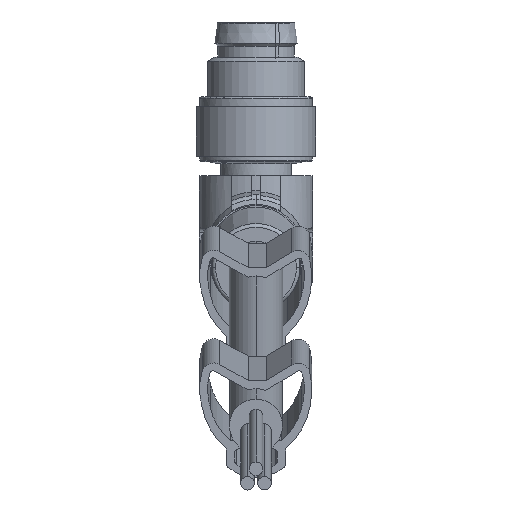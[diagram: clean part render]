
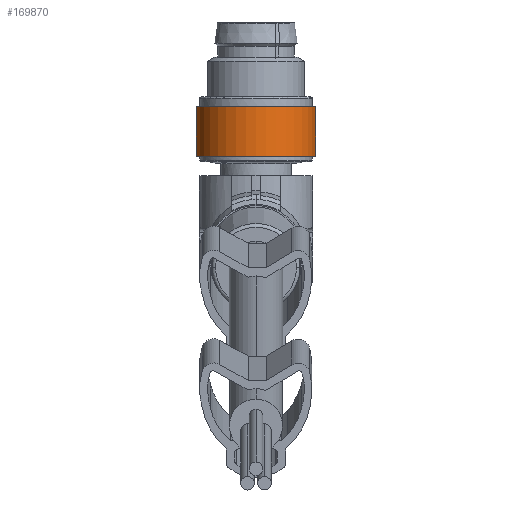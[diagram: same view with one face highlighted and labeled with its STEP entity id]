
A CAD part, front view. The second image highlights one B-rep face of the part: STEP entity #169870.
In plain terms, the highlighted cylindrical face has radius 4.95 mm (diameter 9.9 mm), a partial arc.
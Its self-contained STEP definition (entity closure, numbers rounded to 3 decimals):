
#138720=CARTESIAN_POINT('',(20.465,33.628,
-17.132));
#138730=DIRECTION('',(0.,0.,1.));
#138740=DIRECTION('',(1.,0.,0.));
#138750=AXIS2_PLACEMENT_3D('',#138720,#138730,#138740);
#138760=CYLINDRICAL_SURFACE('',#138750,4.95);
#138770=CARTESIAN_POINT('',(15.515,33.628,
-17.132));
#138780=DIRECTION('',(0.,0.,1.));
#138790=VECTOR('',#138780,1.);
#138800=LINE('',#138770,#138790);
#138810=CARTESIAN_POINT('',(15.515,33.628,
-21.232));
#138820=VERTEX_POINT('',#138810);
#138830=CARTESIAN_POINT('',(15.515,33.628,
-17.132));
#138840=VERTEX_POINT('',#138830);
#138850=EDGE_CURVE('',#138820,#138840,#138800,.T.);
#138870=CARTESIAN_POINT('',(20.465,33.628,
-17.132));
#138880=DIRECTION('',(0.,0.,1.));
#138890=DIRECTION('',(1.,0.,0.));
#138900=AXIS2_PLACEMENT_3D('',#138870,#138880,#138890);
#138910=CIRCLE('',#138900,4.95);
#138920=CARTESIAN_POINT('',(25.415,33.628,
-17.132));
#138930=VERTEX_POINT('',#138920);
#138960=CARTESIAN_POINT('',(25.415,33.628,
-17.132));
#138970=DIRECTION('',(0.,0.,1.));
#138980=VECTOR('',#138970,1.);
#138990=LINE('',#138960,#138980);
#139000=CARTESIAN_POINT('',(25.415,33.628,
-21.232));
#139010=VERTEX_POINT('',#139000);
#139020=EDGE_CURVE('',#139010,#138930,#138990,.T.);
#139040=CARTESIAN_POINT('',(20.465,33.628,
-21.232));
#139050=DIRECTION('',(0.,0.,1.));
#139060=DIRECTION('',(1.,0.,0.));
#139070=AXIS2_PLACEMENT_3D('',#139040,#139050,#139060);
#139080=CIRCLE('',#139070,4.95);
#147960=EDGE_CURVE('',#139010,#138820,#139080,.T.);
#158490=EDGE_CURVE('',#138930,#138840,#138910,.T.);
#169810=ORIENTED_EDGE('',*,*,#158490,.F.);
#169820=ORIENTED_EDGE('',*,*,#138850,.T.);
#169830=ORIENTED_EDGE('',*,*,#147960,.T.);
#169840=ORIENTED_EDGE('',*,*,#139020,.F.);
#169850=EDGE_LOOP('',(#169840,#169830,#169820,#169810));
#169860=FACE_OUTER_BOUND('',#169850,.T.);
#169870=ADVANCED_FACE('',(#169860),#138760,.T.);
